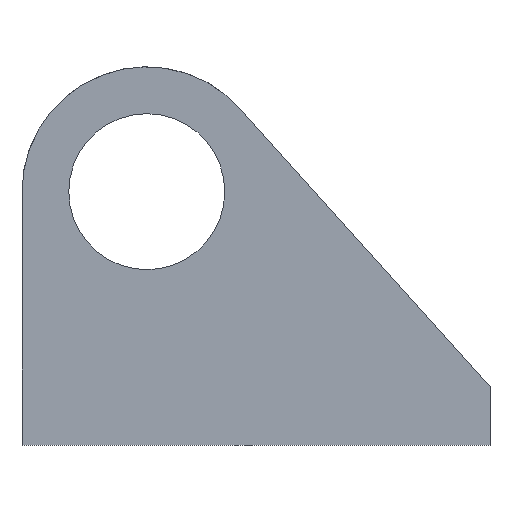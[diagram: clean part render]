
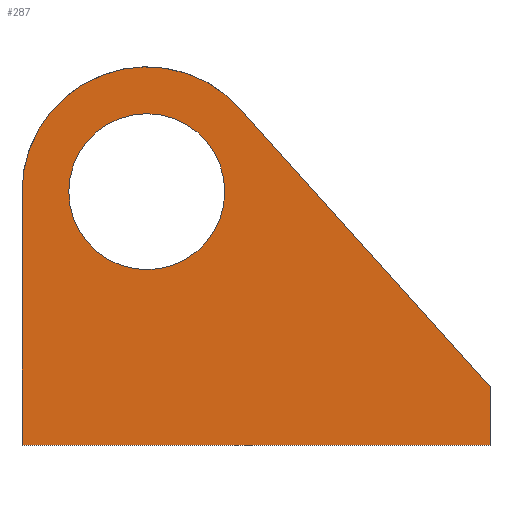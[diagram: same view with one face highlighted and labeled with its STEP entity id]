
A CAD part, left-side view. The second image highlights one B-rep face of the part: STEP entity #287.
In plain terms, the highlighted planar face has unit normal (-1, 0, 0).
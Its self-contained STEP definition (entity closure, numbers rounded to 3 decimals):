
#16=FACE_BOUND('',#56,.T.);
#22=CIRCLE('',#313,32.);
#24=CIRCLE('',#316,20.);
#39=FACE_OUTER_BOUND('',#55,.T.);
#55=EDGE_LOOP('',(#254,#255,#256,#257,#258));
#56=EDGE_LOOP('',(#259));
#68=LINE('',#425,#100);
#75=LINE('',#438,#107);
#76=LINE('',#442,#108);
#88=LINE('',#475,#120);
#100=VECTOR('',#344,10.);
#107=VECTOR('',#353,10.);
#108=VECTOR('',#356,10.);
#120=VECTOR('',#394,10.);
#129=VERTEX_POINT('',#422);
#130=VERTEX_POINT('',#424);
#135=VERTEX_POINT('',#436);
#136=VERTEX_POINT('',#440);
#137=VERTEX_POINT('',#441);
#143=VERTEX_POINT('',#461);
#157=EDGE_CURVE('',#129,#130,#68,.T.);
#164=EDGE_CURVE('',#135,#129,#75,.T.);
#165=EDGE_CURVE('',#136,#137,#76,.T.);
#174=EDGE_CURVE('',#130,#136,#22,.T.);
#177=EDGE_CURVE('',#143,#143,#24,.T.);
#183=EDGE_CURVE('',#137,#135,#88,.T.);
#254=ORIENTED_EDGE('',*,*,#183,.F.);
#255=ORIENTED_EDGE('',*,*,#165,.F.);
#256=ORIENTED_EDGE('',*,*,#174,.F.);
#257=ORIENTED_EDGE('',*,*,#157,.F.);
#258=ORIENTED_EDGE('',*,*,#164,.F.);
#259=ORIENTED_EDGE('',*,*,#177,.F.);
#272=PLANE('',#322);
#287=ADVANCED_FACE('',(#39,#16),#272,.F.);
#313=AXIS2_PLACEMENT_3D('',#457,#372,#373);
#316=AXIS2_PLACEMENT_3D('',#463,#379,#380);
#322=AXIS2_PLACEMENT_3D('',#477,#397,#398);
#344=DIRECTION('',(0.,0.,1.));
#353=DIRECTION('',(0.,1.,0.));
#356=DIRECTION('',(0.,-0.669,-0.744));
#372=DIRECTION('center_axis',(1.,0.,0.));
#373=DIRECTION('ref_axis',(0.,1.,0.));
#379=DIRECTION('center_axis',(-1.,0.,0.));
#380=DIRECTION('ref_axis',(0.,1.,0.));
#394=DIRECTION('',(0.,0.,-1.));
#397=DIRECTION('center_axis',(1.,0.,0.));
#398=DIRECTION('ref_axis',(0.,1.,0.));
#422=CARTESIAN_POINT('',(0.,120.,0.));
#424=CARTESIAN_POINT('',(0.,120.,65.));
#425=CARTESIAN_POINT('',(0.,120.,0.));
#436=CARTESIAN_POINT('',(0.,0.,0.));
#438=CARTESIAN_POINT('',(0.,0.,0.));
#440=CARTESIAN_POINT('',(0.,64.206,86.397));
#441=CARTESIAN_POINT('',(0.,0.,15.));
#442=CARTESIAN_POINT('',(0.,64.206,86.397));
#457=CARTESIAN_POINT('Origin',(0.,88.,65.));
#461=CARTESIAN_POINT('',(0.,68.,65.));
#463=CARTESIAN_POINT('Origin',(0.,88.,65.));
#475=CARTESIAN_POINT('',(0.,0.,15.));
#477=CARTESIAN_POINT('Origin',(0.,60.,7.5));
